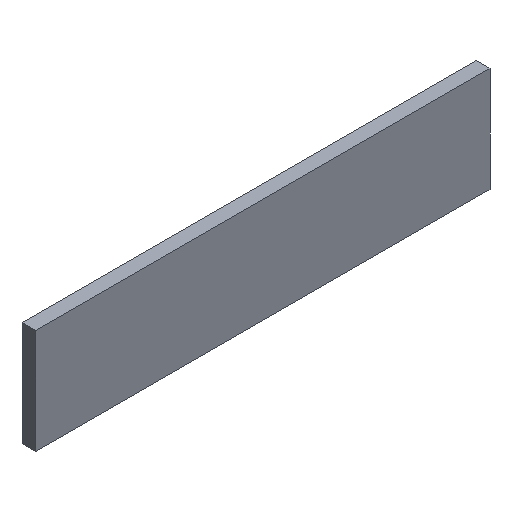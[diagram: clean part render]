
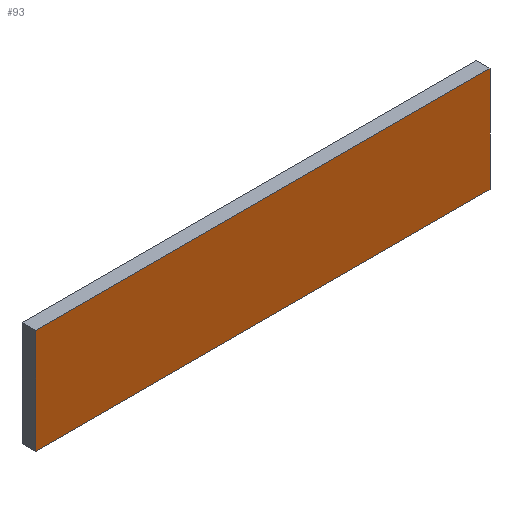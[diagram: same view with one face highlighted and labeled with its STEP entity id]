
A CAD part, isometric view. The second image highlights one B-rep face of the part: STEP entity #93.
In plain terms, the highlighted planar face has unit normal (0, -1, 0).
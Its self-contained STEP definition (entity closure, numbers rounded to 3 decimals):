
#4 = VECTOR ( 'NONE', #132, 1000. ) ;
#5 = DIRECTION ( 'NONE',  ( 0., 0., -1. ) ) ;
#6 = VERTEX_POINT ( 'NONE', #17 ) ;
#17 = CARTESIAN_POINT ( 'NONE',  ( 162.5, 0., 37.5 ) ) ;
#18 = LINE ( 'NONE', #145, #35 ) ;
#26 = VECTOR ( 'NONE', #5, 1000. ) ;
#34 = ORIENTED_EDGE ( 'NONE', *, *, #131, .F. ) ;
#35 = VECTOR ( 'NONE', #107, 1000. ) ;
#39 = CARTESIAN_POINT ( 'NONE',  ( -162.5, 0., -37.5 ) ) ;
#41 = CARTESIAN_POINT ( 'NONE',  ( -162.5, 0., -37.5 ) ) ;
#45 = LINE ( 'NONE', #99, #26 ) ;
#50 = ORIENTED_EDGE ( 'NONE', *, *, #211, .F. ) ;
#52 = EDGE_CURVE ( 'NONE', #6, #62, #45, .T. ) ;
#62 = VERTEX_POINT ( 'NONE', #96 ) ;
#65 = LINE ( 'NONE', #76, #221 ) ;
#67 = DIRECTION ( 'NONE',  ( 0., 1., 0. ) ) ;
#76 = CARTESIAN_POINT ( 'NONE',  ( -162.5, 0., -37.5 ) ) ;
#79 = FACE_OUTER_BOUND ( 'NONE', #119, .T. ) ;
#81 = CARTESIAN_POINT ( 'NONE',  ( 0., 0., 0. ) ) ;
#83 = DIRECTION ( 'NONE',  ( 0., 0., 1. ) ) ;
#93 = ADVANCED_FACE ( 'NONE', ( #79 ), #167, .F. ) ;
#96 = CARTESIAN_POINT ( 'NONE',  ( 162.5, 0., -37.5 ) ) ;
#99 = CARTESIAN_POINT ( 'NONE',  ( 162.5, 0., -37.5 ) ) ;
#107 = DIRECTION ( 'NONE',  ( 1., 0., 0. ) ) ;
#119 = EDGE_LOOP ( 'NONE', ( #155, #34, #50, #139 ) ) ;
#124 = VERTEX_POINT ( 'NONE', #205 ) ;
#131 = EDGE_CURVE ( 'NONE', #124, #6, #18, .T. ) ;
#132 = DIRECTION ( 'NONE',  ( -1., 0., 0. ) ) ;
#136 = AXIS2_PLACEMENT_3D ( 'NONE', #81, #67, #83 ) ;
#139 = ORIENTED_EDGE ( 'NONE', *, *, #186, .F. ) ;
#145 = CARTESIAN_POINT ( 'NONE',  ( -162.5, 0., 37.5 ) ) ;
#155 = ORIENTED_EDGE ( 'NONE', *, *, #52, .F. ) ;
#167 = PLANE ( 'NONE',  #136 ) ;
#169 = DIRECTION ( 'NONE',  ( 0., 0., 1. ) ) ;
#186 = EDGE_CURVE ( 'NONE', #62, #196, #225, .T. ) ;
#196 = VERTEX_POINT ( 'NONE', #41 ) ;
#205 = CARTESIAN_POINT ( 'NONE',  ( -162.5, 0., 37.5 ) ) ;
#211 = EDGE_CURVE ( 'NONE', #196, #124, #65, .T. ) ;
#221 = VECTOR ( 'NONE', #169, 1000. ) ;
#225 = LINE ( 'NONE', #39, #4 ) ;
